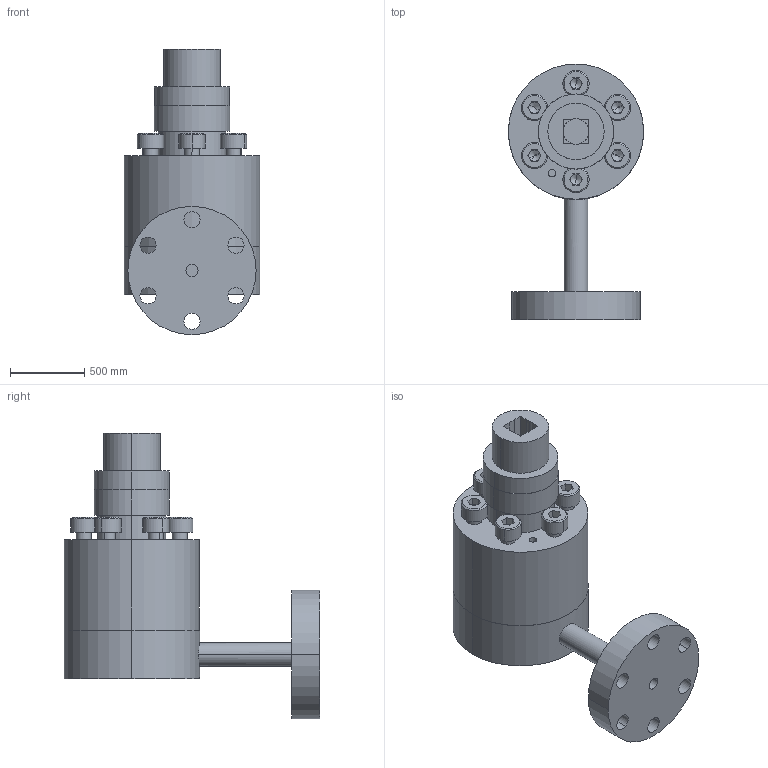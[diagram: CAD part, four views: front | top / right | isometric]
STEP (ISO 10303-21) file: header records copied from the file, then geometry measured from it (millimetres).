
FILE_DESCRIPTION((''),'2;1');
FILE_NAME('ZMD95_ASM','2015-01-15T',('william.mackenzie'),(''),'PRO/ENGINEER BY PARAMETRIC TECHNOLOGY CORPORATION, 2014200','PRO/ENGINEER BY PARAMETRIC TECHNOLOGY CORPORATION, 2014200','');
FILE_SCHEMA(('CONFIG_CONTROL_DESIGN'));
Length unit declared in the file: millimetre
Products named in the file (1): ZMD95_ASM
Bounding box: 914.4 x 1727.2 x 1926.59 mm (x, y, z)
Volume: 843941536.4 mm3; surface area: 8831529.8 mm2
Topology: 1 solids, 1 shells, 208 faces, 474 edges, 290 vertices
Faces by surface type: plane 114, cylinder 70, cone 24
Entity records: 5894 total; most frequent: DIRECTION 1070, CARTESIAN_POINT 1048, ORIENTED_EDGE 924, EDGE_CURVE 462, AXIS2_PLACEMENT_3D 402, VERTEX_POINT 290, VECTOR 266, LINE 266
